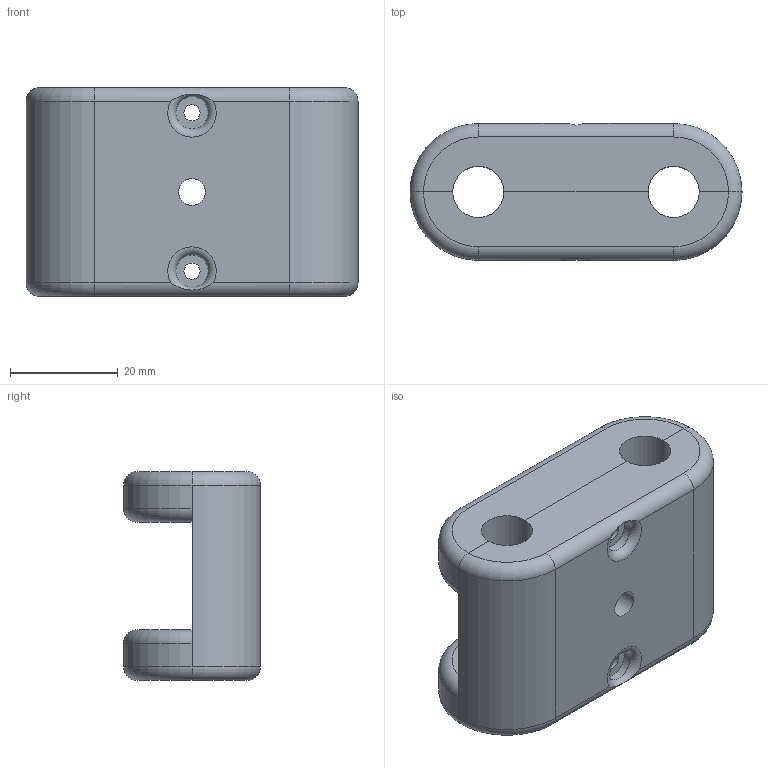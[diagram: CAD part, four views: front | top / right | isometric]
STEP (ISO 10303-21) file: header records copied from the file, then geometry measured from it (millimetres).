
FILE_DESCRIPTION(/* description */ (''),/* implementation_level */ '2;1');
FILE_NAME(/* name */ 'Coil Mount.step',/* time_stamp */ '2024-06-01T19:27:48-04:00',/* author */ (''),/* organization */ (''),/* preprocessor_version */ 'ST-DEVELOPER v20',/* originating_system */ 'Autodesk Translation Framework v13.14.0.145',/* authorisation */ '');
FILE_SCHEMA (('AUTOMOTIVE_DESIGN { 1 0 10303 214 3 1 1 }'));
Length unit declared in the file: millimetre
Products named in the file (1): FusionComponent
Bounding box: 61.69 x 25.4 x 38.8 mm (x, y, z)
Volume: 35488.2 mm3; surface area: 12604.1 mm2
Topology: 3 solids, 3 shells, 82 faces, 213 edges, 138 vertices
Faces by surface type: plane 43, cylinder 25, torus 14
Full cylindrical faces by diameter (mm): 3 x4, 5 x1, 6 x2
Entity records: 2620 total; most frequent: CARTESIAN_POINT 479, DIRECTION 465, ORIENTED_EDGE 426, EDGE_CURVE 213, AXIS2_PLACEMENT_3D 172, VERTEX_POINT 138, LINE 121, VECTOR 121
